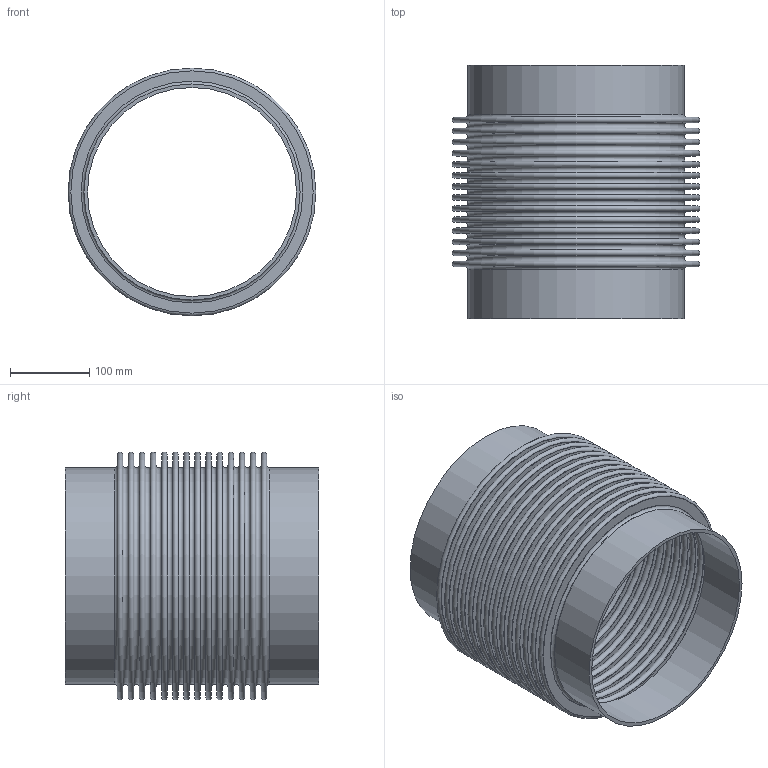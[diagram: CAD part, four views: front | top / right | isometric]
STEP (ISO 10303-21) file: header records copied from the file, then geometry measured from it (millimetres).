
FILE_DESCRIPTION(/* description */ (''),/* implementation_level */ '2;1');
FILE_NAME(/* name */ '3963.stp',/* time_stamp */ '2015-09-11T10:18:58+02:00',/* author */ ('Tekenkamer'),/* organization */ (''),/* preprocessor_version */ 'ST-DEVELOPER v15.6',/* originating_system */ 'Autodesk Inventor 2015',/* authorisation */ '');
FILE_SCHEMA (('AUTOMOTIVE_DESIGN { 1 0 10303 214 3 1 1 }'));
Length unit declared in the file: millimetre
Products named in the file (1): 3963
Bounding box: 312.96 x 320 x 312.96 mm (x, y, z)
Volume: 901727.3 mm3; surface area: 1454733.7 mm2
Topology: 1 solids, 1 shells, 122 faces, 186 edges, 124 vertices
Faces by surface type: plane 60, torus 58, cylinder 4
Full cylindrical faces by diameter (mm): 264 x2, 273 x2
Entity records: 2472 total; most frequent: DIRECTION 490, CARTESIAN_POINT 367, AXIS2_PLACEMENT_3D 245, EDGE_LOOP 244, ORIENTED_EDGE 244, FACE_BOUND 122, FACE_OUTER_BOUND 122, CIRCLE 122
